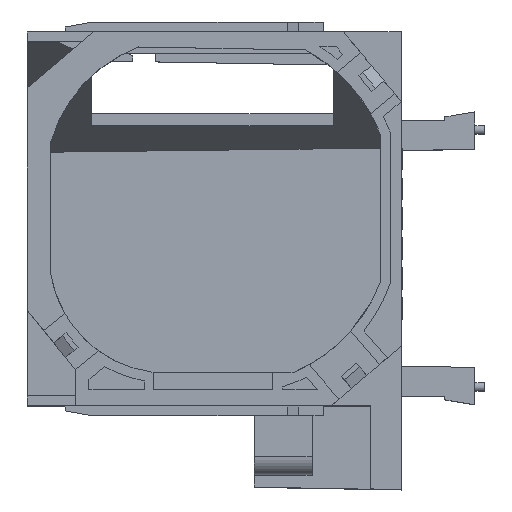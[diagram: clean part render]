
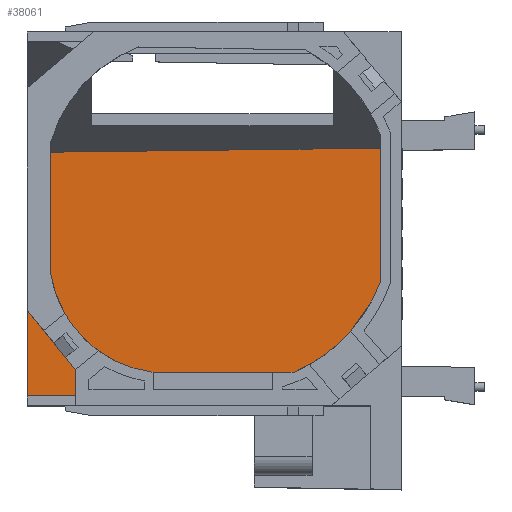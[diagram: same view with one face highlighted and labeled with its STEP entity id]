
A CAD part, top view. The second image highlights one B-rep face of the part: STEP entity #38061.
In plain terms, the highlighted planar face has unit normal (-0.018, 0, 1).
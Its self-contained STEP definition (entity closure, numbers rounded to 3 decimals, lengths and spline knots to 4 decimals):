
#7308=DIRECTION('',(0.,1.,0.));
#7309=VECTOR('',#7308,1.9422);
#7310=CARTESIAN_POINT('',(-0.08,-1.369,-3.485));
#7311=LINE('',#7310,#7309);
#8015=DIRECTION('',(-1.,-0.017,-0.017));
#8016=VECTOR('',#8015,2.9209);
#8017=CARTESIAN_POINT('',(-0.08,-1.369,-3.485));
#8018=LINE('',#8017,#8016);
#8151=DIRECTION('',(0.,1.,0.));
#8152=VECTOR('',#8151,1.958);
#8153=CARTESIAN_POINT('',(-3.,-1.42,-3.536));
#8154=LINE('',#8153,#8152);
#9003=DIRECTION('',(-1.,-0.012,-0.017));
#9004=VECTOR('',#9003,2.9207);
#9005=CARTESIAN_POINT('',(-0.08,0.5731,-3.485));
#9006=LINE('',#9005,#9004);
#32708=CARTESIAN_POINT('',(-0.08,0.5731,-3.485));
#32709=VERTEX_POINT('',#32708);
#32710=CARTESIAN_POINT('',(-3.,0.538,-3.536));
#32711=VERTEX_POINT('',#32710);
#32712=CARTESIAN_POINT('',(-0.08,-1.369,-3.485));
#32713=VERTEX_POINT('',#32712);
#32714=CARTESIAN_POINT('',(-3.,-1.42,-3.536));
#32715=VERTEX_POINT('',#32714);
#38048=CARTESIAN_POINT('',(-3.,-2.5808,-3.536));
#38049=DIRECTION('',(-0.017,0.,1.));
#38050=DIRECTION('',(0.,1.,0.));
#38051=AXIS2_PLACEMENT_3D('',#38048,#38049,#38050);
#38052=PLANE('',#38051);
#38053=ORIENTED_EDGE('',*,*,#36723,.F.);
#38054=ORIENTED_EDGE('',*,*,#37854,.T.);
#38056=ORIENTED_EDGE('',*,*,#38055,.T.);
#38058=ORIENTED_EDGE('',*,*,#38057,.F.);
#38059=EDGE_LOOP('',(#38053,#38054,#38056,#38058));
#38060=FACE_OUTER_BOUND('',#38059,.F.);
#38061=ADVANCED_FACE('',(#38060),#38052,.T.);
#36723=EDGE_CURVE('',#32713,#32709,#7311,.T.);
#37854=EDGE_CURVE('',#32713,#32715,#8018,.T.);
#38055=EDGE_CURVE('',#32715,#32711,#8154,.T.);
#38057=EDGE_CURVE('',#32709,#32711,#9006,.T.);
